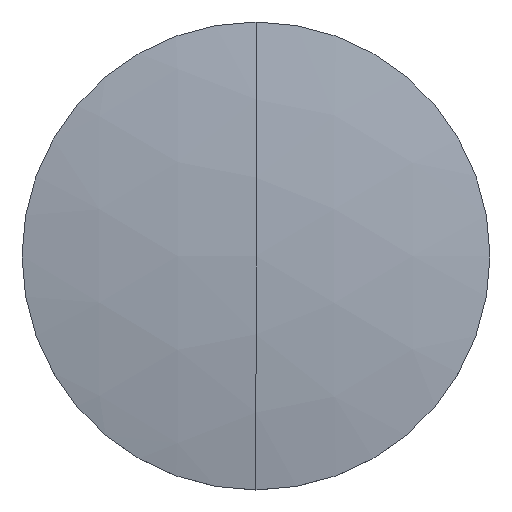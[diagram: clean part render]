
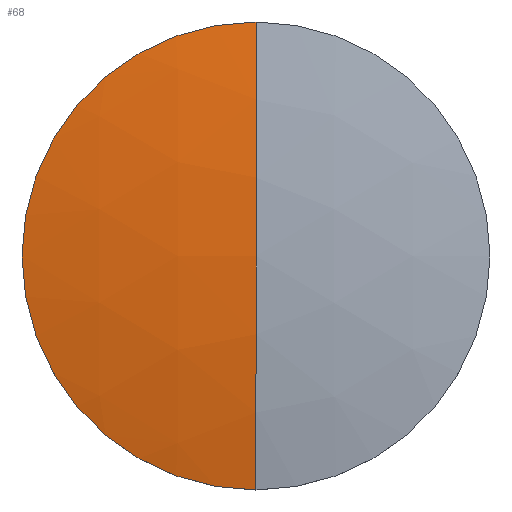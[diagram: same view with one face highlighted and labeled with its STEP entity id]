
A CAD part, top view. The second image highlights one B-rep face of the part: STEP entity #68.
In plain terms, the highlighted spherical face has radius 77.26 mm.
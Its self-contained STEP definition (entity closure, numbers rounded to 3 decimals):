
#51 = VERTEX_POINT ( 'NONE', #119 ) ;
#53 = EDGE_CURVE ( 'NONE', #62, #51, #118, .T. ) ;
#62 = VERTEX_POINT ( 'NONE', #143 ) ;
#68 = ADVANCED_FACE ( 'NONE', ( #110 ), #95, .T. ) ;
#69 = EDGE_LOOP ( 'NONE', ( #70, #71, #74, #77 ) ) ;
#70 = ORIENTED_EDGE ( 'NONE', *, *, #53, .T. ) ;
#71 = ORIENTED_EDGE ( 'NONE', *, *, #72, .T. ) ;
#72 = EDGE_CURVE ( 'NONE', #51, #73, #160, .T. ) ;
#73 = VERTEX_POINT ( 'NONE', #152 ) ;
#74 = ORIENTED_EDGE ( 'NONE', *, *, #75, .T. ) ;
#75 = EDGE_CURVE ( 'NONE', #73, #76, #151, .T. ) ;
#76 = VERTEX_POINT ( 'NONE', #153 ) ;
#77 = ORIENTED_EDGE ( 'NONE', *, *, #78, .F. ) ;
#78 = EDGE_CURVE ( 'NONE', #62, #76, #248, .T. ) ;
#91 = DIRECTION ( 'NONE',  ( 0., 1., 0. ) ) ;
#92 = DIRECTION ( 'NONE',  ( -1., 0., 0. ) ) ;
#93 = CARTESIAN_POINT ( 'NONE',  ( 0., 0., -75.735 ) ) ;
#94 = AXIS2_PLACEMENT_3D ( 'NONE', #93, #92, #91 ) ;
#95 = SPHERICAL_SURFACE ( 'NONE', #94, 77.26 ) ;
#110 = FACE_OUTER_BOUND ( 'NONE', #69, .T. ) ;
#118 = CIRCLE ( 'NONE', #140, 15. ) ;
#119 = CARTESIAN_POINT ( 'NONE',  ( -15., 0., 0.055 ) ) ;
#137 = DIRECTION ( 'NONE',  ( 1., 0., 0. ) ) ;
#138 = DIRECTION ( 'NONE',  ( 0., 0., 1. ) ) ;
#139 = CARTESIAN_POINT ( 'NONE',  ( 0., 0., 0.055 ) ) ;
#140 = AXIS2_PLACEMENT_3D ( 'NONE', #139, #138, #137 ) ;
#143 = CARTESIAN_POINT ( 'NONE',  ( 0., 15., 0.055 ) ) ;
#151 = CIRCLE ( 'NONE', #204, 77.26 ) ;
#152 = CARTESIAN_POINT ( 'NONE',  ( 0., -15., 0.055 ) ) ;
#153 = CARTESIAN_POINT ( 'NONE',  ( 0., 0., 1.525 ) ) ;
#160 = CIRCLE ( 'NONE', #222, 15. ) ;
#161 = DIRECTION ( 'NONE',  ( 0., 0., -1. ) ) ;
#162 = DIRECTION ( 'NONE',  ( 1., 0., 0. ) ) ;
#163 = CARTESIAN_POINT ( 'NONE',  ( 0., 0., -75.735 ) ) ;
#164 = AXIS2_PLACEMENT_3D ( 'NONE', #163, #162, #161 ) ;
#189 = DIRECTION ( 'NONE',  ( 1., 0., 0. ) ) ;
#204 = AXIS2_PLACEMENT_3D ( 'NONE', #205, #239, #238 ) ;
#205 = CARTESIAN_POINT ( 'NONE',  ( 0., 0., -75.735 ) ) ;
#222 = AXIS2_PLACEMENT_3D ( 'NONE', #249, #235, #189 ) ;
#235 = DIRECTION ( 'NONE',  ( 0., 0., 1. ) ) ;
#238 = DIRECTION ( 'NONE',  ( 0., -1., 0. ) ) ;
#239 = DIRECTION ( 'NONE',  ( -1., 0., 0. ) ) ;
#248 = CIRCLE ( 'NONE', #164, 77.26 ) ;
#249 = CARTESIAN_POINT ( 'NONE',  ( 0., 0., 0.055 ) ) ;
